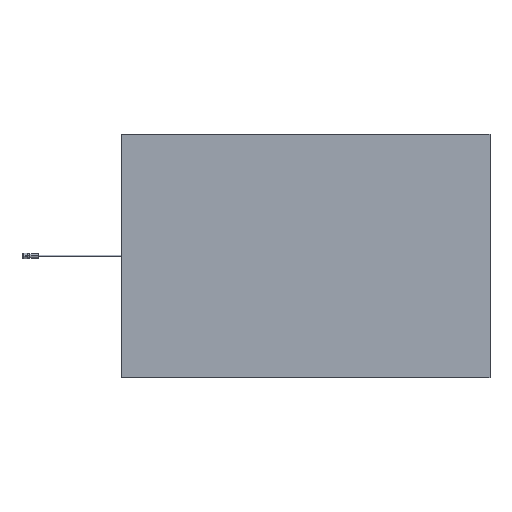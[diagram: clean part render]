
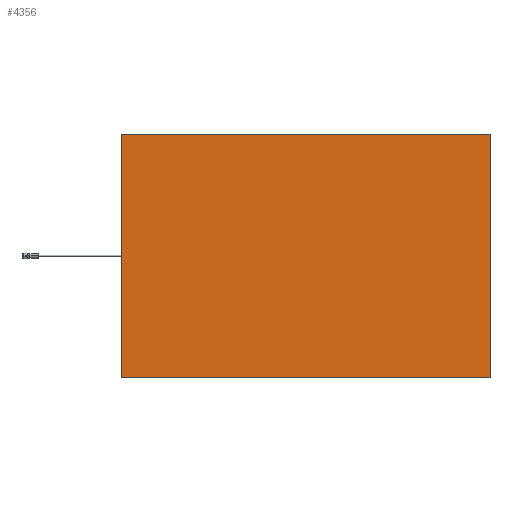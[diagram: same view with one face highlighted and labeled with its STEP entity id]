
A CAD part, top view. The second image highlights one B-rep face of the part: STEP entity #4356.
In plain terms, the highlighted planar face has unit normal (0, 0, 1).
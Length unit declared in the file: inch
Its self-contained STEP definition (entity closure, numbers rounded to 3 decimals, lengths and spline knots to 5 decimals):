
#153 = VECTOR ( 'NONE', #3701, 39.37008 ) ;
#256 = EDGE_CURVE ( 'NONE', #4496, #938, #4522, .T. ) ;
#520 = CARTESIAN_POINT ( 'NONE',  ( 10.43307, 6.88976, 0.15748 ) ) ;
#649 = FACE_OUTER_BOUND ( 'NONE', #1005, .T. ) ;
#938 = VERTEX_POINT ( 'NONE', #5822 ) ;
#1005 = EDGE_LOOP ( 'NONE', ( #1372, #5613, #2034, #4805 ) ) ;
#1372 = ORIENTED_EDGE ( 'NONE', *, *, #5726, .T. ) ;
#1468 = LINE ( 'NONE', #520, #2024 ) ;
#1509 = LINE ( 'NONE', #1896, #3884 ) ;
#1896 = CARTESIAN_POINT ( 'NONE',  ( 10.43307, -6.88976, 0.15748 ) ) ;
#2024 = VECTOR ( 'NONE', #5267, 39.37008 ) ;
#2034 = ORIENTED_EDGE ( 'NONE', *, *, #256, .T. ) ;
#2250 = CARTESIAN_POINT ( 'NONE',  ( -10.43307, 6.88976, 0.15748 ) ) ;
#2326 = CARTESIAN_POINT ( 'NONE',  ( 10.43307, 6.88976, 0.15748 ) ) ;
#2363 = VERTEX_POINT ( 'NONE', #2567 ) ;
#2563 = DIRECTION ( 'NONE',  ( 0., 0., 1. ) ) ;
#2567 = CARTESIAN_POINT ( 'NONE',  ( 10.43307, -6.88976, 0.15748 ) ) ;
#2670 = LINE ( 'NONE', #3730, #153 ) ;
#2744 = CARTESIAN_POINT ( 'NONE',  ( -10.43307, 6.88976, 0.15748 ) ) ;
#3215 = EDGE_CURVE ( 'NONE', #938, #2363, #2670, .T. ) ;
#3475 = CARTESIAN_POINT ( 'NONE',  ( 0., 0., 0.15748 ) ) ;
#3609 = EDGE_CURVE ( 'NONE', #6027, #4496, #1468, .T. ) ;
#3701 = DIRECTION ( 'NONE',  ( 1., 0., 0. ) ) ;
#3730 = CARTESIAN_POINT ( 'NONE',  ( -10.43307, -6.88976, 0.15748 ) ) ;
#3884 = VECTOR ( 'NONE', #5340, 39.37008 ) ;
#4286 = VECTOR ( 'NONE', #6079, 39.37008 ) ;
#4356 = ADVANCED_FACE ( 'NONE', ( #649 ), #5832, .T. ) ;
#4496 = VERTEX_POINT ( 'NONE', #2744 ) ;
#4522 = LINE ( 'NONE', #2250, #4286 ) ;
#4805 = ORIENTED_EDGE ( 'NONE', *, *, #3215, .T. ) ;
#4988 = DIRECTION ( 'NONE',  ( 1., 0., 0. ) ) ;
#5267 = DIRECTION ( 'NONE',  ( -1., 0., 0. ) ) ;
#5340 = DIRECTION ( 'NONE',  ( 0., 1., 0. ) ) ;
#5505 = AXIS2_PLACEMENT_3D ( 'NONE', #3475, #2563, #4988 ) ;
#5613 = ORIENTED_EDGE ( 'NONE', *, *, #3609, .T. ) ;
#5726 = EDGE_CURVE ( 'NONE', #2363, #6027, #1509, .T. ) ;
#5822 = CARTESIAN_POINT ( 'NONE',  ( -10.43307, -6.88976, 0.15748 ) ) ;
#5832 = PLANE ( 'NONE',  #5505 ) ;
#6027 = VERTEX_POINT ( 'NONE', #2326 ) ;
#6079 = DIRECTION ( 'NONE',  ( 0., -1., 0. ) ) ;
